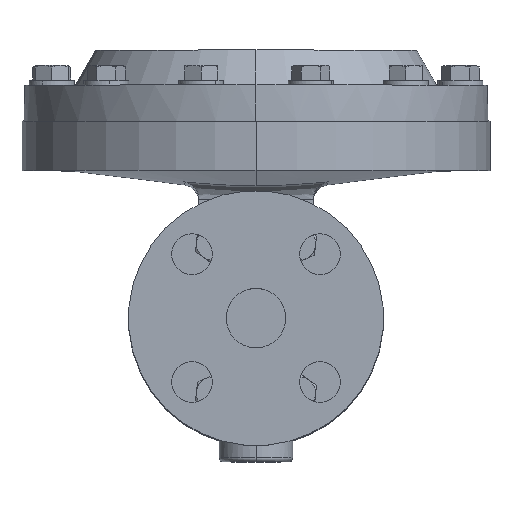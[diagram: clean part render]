
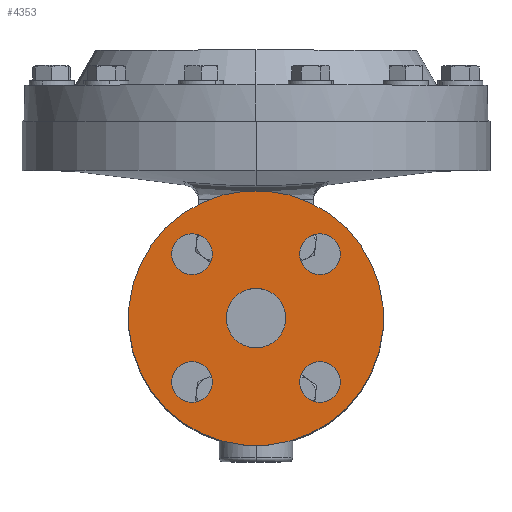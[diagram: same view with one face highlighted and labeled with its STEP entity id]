
A CAD part, top view. The second image highlights one B-rep face of the part: STEP entity #4353.
In plain terms, the highlighted planar face has unit normal (0, 0, 1).
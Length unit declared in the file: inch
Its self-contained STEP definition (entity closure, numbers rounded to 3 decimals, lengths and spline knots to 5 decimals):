
#76 = FACE_BOUND ( 'NONE', #12482, .T. ) ;
#120 = AXIS2_PLACEMENT_3D ( 'NONE', #13271, #7055, #806 ) ;
#129 = DIRECTION ( 'NONE',  ( 0.707, 0.707, 0. ) ) ;
#141 = AXIS2_PLACEMENT_3D ( 'NONE', #2934, #10177, #3978 ) ;
#153 = EDGE_CURVE ( 'NONE', #2965, #6437, #10678, .T. ) ;
#265 = VERTEX_POINT ( 'NONE', #11380 ) ;
#806 = DIRECTION ( 'NONE',  ( 0.707, -0.707, 0. ) ) ;
#936 = ORIENTED_EDGE ( 'NONE', *, *, #3596, .T. ) ;
#1142 = VERTEX_POINT ( 'NONE', #9763 ) ;
#1181 = ORIENTED_EDGE ( 'NONE', *, *, #3107, .T. ) ;
#1406 = CIRCLE ( 'NONE', #6835, 0.31 ) ;
#1620 = DIRECTION ( 'NONE',  ( 0.707, 0.707, 0. ) ) ;
#1723 = DIRECTION ( 'NONE',  ( 0., 0., -1. ) ) ;
#1749 = PLANE ( 'NONE',  #7920 ) ;
#1914 = CARTESIAN_POINT ( 'NONE',  ( 0.97227, 0.97227, 4.81 ) ) ;
#1980 = CARTESIAN_POINT ( 'NONE',  ( 1.19147, -1.19147, 4.81 ) ) ;
#2039 = DIRECTION ( 'NONE',  ( 0., 0., -1. ) ) ;
#2044 = ORIENTED_EDGE ( 'NONE', *, *, #12491, .T. ) ;
#2258 = CIRCLE ( 'NONE', #9073, 0.453 ) ;
#2485 = EDGE_CURVE ( 'NONE', #3030, #2687, #3322, .T. ) ;
#2527 = FACE_OUTER_BOUND ( 'NONE', #12650, .T. ) ;
#2687 = VERTEX_POINT ( 'NONE', #7305 ) ;
#2877 = FACE_BOUND ( 'NONE', #5030, .T. ) ;
#2879 = CARTESIAN_POINT ( 'NONE',  ( -0.32032, 0.32032, 4.81 ) ) ;
#2934 = CARTESIAN_POINT ( 'NONE',  ( 0., 0., 4.81 ) ) ;
#2942 = CIRCLE ( 'NONE', #9143, 0.31 ) ;
#2965 = VERTEX_POINT ( 'NONE', #6727 ) ;
#3030 = VERTEX_POINT ( 'NONE', #3735 ) ;
#3107 = EDGE_CURVE ( 'NONE', #265, #6155, #3635, .T. ) ;
#3223 = EDGE_LOOP ( 'NONE', ( #5122, #7226 ) ) ;
#3322 = CIRCLE ( 'NONE', #10660, 0.31 ) ;
#3489 = CARTESIAN_POINT ( 'NONE',  ( 0., 0., 4.81 ) ) ;
#3596 = EDGE_CURVE ( 'NONE', #5764, #8259, #10105, .T. ) ;
#3635 = CIRCLE ( 'NONE', #120, 0.31 ) ;
#3723 = ORIENTED_EDGE ( 'NONE', *, *, #12784, .T. ) ;
#3735 = CARTESIAN_POINT ( 'NONE',  ( -0.75307, 0.75307, 4.81 ) ) ;
#3978 = DIRECTION ( 'NONE',  ( 0.707, -0.707, 0. ) ) ;
#4353 = ADVANCED_FACE ( 'NONE', ( #76, #5324, #2877, #8069, #10823, #2527 ), #1749, .F. ) ;
#4538 = DIRECTION ( 'NONE',  ( -0.707, 0.707, 0. ) ) ;
#4615 = AXIS2_PLACEMENT_3D ( 'NONE', #11021, #4801, #12045 ) ;
#4660 = EDGE_CURVE ( 'NONE', #8259, #5764, #13095, .T. ) ;
#4797 = DIRECTION ( 'NONE',  ( 0., 0., -1. ) ) ;
#4801 = DIRECTION ( 'NONE',  ( 0., 0., 1. ) ) ;
#4811 = CARTESIAN_POINT ( 'NONE',  ( 0., 0., 4.81 ) ) ;
#4830 = EDGE_CURVE ( 'NONE', #12920, #1142, #11466, .T. ) ;
#4903 = DIRECTION ( 'NONE',  ( 0., 0., -1. ) ) ;
#4931 = EDGE_CURVE ( 'NONE', #1142, #12920, #5314, .T. ) ;
#5030 = EDGE_LOOP ( 'NONE', ( #6078, #936 ) ) ;
#5095 = AXIS2_PLACEMENT_3D ( 'NONE', #1914, #1723, #1620 ) ;
#5122 = ORIENTED_EDGE ( 'NONE', *, *, #12547, .T. ) ;
#5314 = CIRCLE ( 'NONE', #141, 1.94 ) ;
#5324 = FACE_BOUND ( 'NONE', #12976, .T. ) ;
#5486 = CARTESIAN_POINT ( 'NONE',  ( -0.97227, -0.97227, 4.81 ) ) ;
#5748 = CARTESIAN_POINT ( 'NONE',  ( -0.97227, 0.97227, 4.81 ) ) ;
#5764 = VERTEX_POINT ( 'NONE', #9600 ) ;
#5790 = CARTESIAN_POINT ( 'NONE',  ( 0.32032, -0.32032, 4.81 ) ) ;
#5845 = DIRECTION ( 'NONE',  ( -0.707, 0.707, 0. ) ) ;
#6078 = ORIENTED_EDGE ( 'NONE', *, *, #4660, .T. ) ;
#6147 = EDGE_LOOP ( 'NONE', ( #2044, #8156 ) ) ;
#6155 = VERTEX_POINT ( 'NONE', #1980 ) ;
#6335 = ORIENTED_EDGE ( 'NONE', *, *, #4830, .T. ) ;
#6384 = DIRECTION ( 'NONE',  ( 0., 0., -1. ) ) ;
#6437 = VERTEX_POINT ( 'NONE', #8102 ) ;
#6524 = DIRECTION ( 'NONE',  ( -0.707, -0.707, 0. ) ) ;
#6727 = CARTESIAN_POINT ( 'NONE',  ( 1.19147, 1.19147, 4.81 ) ) ;
#6807 = DIRECTION ( 'NONE',  ( -0.707, 0.707, 0. ) ) ;
#6835 = AXIS2_PLACEMENT_3D ( 'NONE', #5748, #13017, #6807 ) ;
#6900 = DIRECTION ( 'NONE',  ( 0., 0., -1. ) ) ;
#7055 = DIRECTION ( 'NONE',  ( 0., 0., -1. ) ) ;
#7226 = ORIENTED_EDGE ( 'NONE', *, *, #10914, .T. ) ;
#7291 = AXIS2_PLACEMENT_3D ( 'NONE', #12603, #6384, #129 ) ;
#7305 = CARTESIAN_POINT ( 'NONE',  ( -1.19147, 1.19147, 4.81 ) ) ;
#7374 = CARTESIAN_POINT ( 'NONE',  ( -1.37179, 1.37179, 4.81 ) ) ;
#7658 = AXIS2_PLACEMENT_3D ( 'NONE', #5486, #12734, #6524 ) ;
#7920 = AXIS2_PLACEMENT_3D ( 'NONE', #9023, #6900, #10060 ) ;
#7942 = ORIENTED_EDGE ( 'NONE', *, *, #153, .T. ) ;
#8069 = FACE_BOUND ( 'NONE', #6147, .T. ) ;
#8102 = CARTESIAN_POINT ( 'NONE',  ( 0.75307, 0.75307, 4.81 ) ) ;
#8156 = ORIENTED_EDGE ( 'NONE', *, *, #2485, .T. ) ;
#8159 = ORIENTED_EDGE ( 'NONE', *, *, #4931, .T. ) ;
#8229 = AXIS2_PLACEMENT_3D ( 'NONE', #4811, #12056, #5845 ) ;
#8259 = VERTEX_POINT ( 'NONE', #12082 ) ;
#8279 = CARTESIAN_POINT ( 'NONE',  ( 0.97227, -0.97227, 4.81 ) ) ;
#8323 = VERTEX_POINT ( 'NONE', #2879 ) ;
#8798 = VERTEX_POINT ( 'NONE', #5790 ) ;
#9023 = CARTESIAN_POINT ( 'NONE',  ( 0., 0., 4.81 ) ) ;
#9060 = CIRCLE ( 'NONE', #8229, 0.453 ) ;
#9073 = AXIS2_PLACEMENT_3D ( 'NONE', #3489, #10742, #4538 ) ;
#9143 = AXIS2_PLACEMENT_3D ( 'NONE', #8279, #2039, #9303 ) ;
#9303 = DIRECTION ( 'NONE',  ( 0.707, -0.707, 0. ) ) ;
#9600 = CARTESIAN_POINT ( 'NONE',  ( -0.75307, -0.75307, 4.81 ) ) ;
#9763 = CARTESIAN_POINT ( 'NONE',  ( 1.37179, -1.37179, 4.81 ) ) ;
#10060 = DIRECTION ( 'NONE',  ( -0.707, 0.707, 0. ) ) ;
#10094 = EDGE_CURVE ( 'NONE', #6155, #265, #2942, .T. ) ;
#10105 = CIRCLE ( 'NONE', #12177, 0.31 ) ;
#10177 = DIRECTION ( 'NONE',  ( 0., 0., 1. ) ) ;
#10660 = AXIS2_PLACEMENT_3D ( 'NONE', #11016, #4797, #12041 ) ;
#10678 = CIRCLE ( 'NONE', #5095, 0.31 ) ;
#10742 = DIRECTION ( 'NONE',  ( 0., 0., -1. ) ) ;
#10823 = FACE_BOUND ( 'NONE', #3223, .T. ) ;
#10914 = EDGE_CURVE ( 'NONE', #8798, #8323, #2258, .T. ) ;
#11016 = CARTESIAN_POINT ( 'NONE',  ( -0.97227, 0.97227, 4.81 ) ) ;
#11021 = CARTESIAN_POINT ( 'NONE',  ( 0., 0., 4.81 ) ) ;
#11113 = CARTESIAN_POINT ( 'NONE',  ( -0.97227, -0.97227, 4.81 ) ) ;
#11332 = ORIENTED_EDGE ( 'NONE', *, *, #10094, .T. ) ;
#11380 = CARTESIAN_POINT ( 'NONE',  ( 0.75307, -0.75307, 4.81 ) ) ;
#11466 = CIRCLE ( 'NONE', #4615, 1.94 ) ;
#12041 = DIRECTION ( 'NONE',  ( -0.707, 0.707, 0. ) ) ;
#12045 = DIRECTION ( 'NONE',  ( 0.707, -0.707, 0. ) ) ;
#12056 = DIRECTION ( 'NONE',  ( 0., 0., -1. ) ) ;
#12082 = CARTESIAN_POINT ( 'NONE',  ( -1.19147, -1.19147, 4.81 ) ) ;
#12160 = DIRECTION ( 'NONE',  ( -0.707, -0.707, 0. ) ) ;
#12177 = AXIS2_PLACEMENT_3D ( 'NONE', #11113, #4903, #12160 ) ;
#12482 = EDGE_LOOP ( 'NONE', ( #7942, #3723 ) ) ;
#12491 = EDGE_CURVE ( 'NONE', #2687, #3030, #1406, .T. ) ;
#12547 = EDGE_CURVE ( 'NONE', #8323, #8798, #9060, .T. ) ;
#12603 = CARTESIAN_POINT ( 'NONE',  ( 0.97227, 0.97227, 4.81 ) ) ;
#12605 = CIRCLE ( 'NONE', #7291, 0.31 ) ;
#12650 = EDGE_LOOP ( 'NONE', ( #8159, #6335 ) ) ;
#12734 = DIRECTION ( 'NONE',  ( 0., 0., -1. ) ) ;
#12784 = EDGE_CURVE ( 'NONE', #6437, #2965, #12605, .T. ) ;
#12920 = VERTEX_POINT ( 'NONE', #7374 ) ;
#12976 = EDGE_LOOP ( 'NONE', ( #11332, #1181 ) ) ;
#13017 = DIRECTION ( 'NONE',  ( 0., 0., -1. ) ) ;
#13095 = CIRCLE ( 'NONE', #7658, 0.31 ) ;
#13271 = CARTESIAN_POINT ( 'NONE',  ( 0.97227, -0.97227, 4.81 ) ) ;
